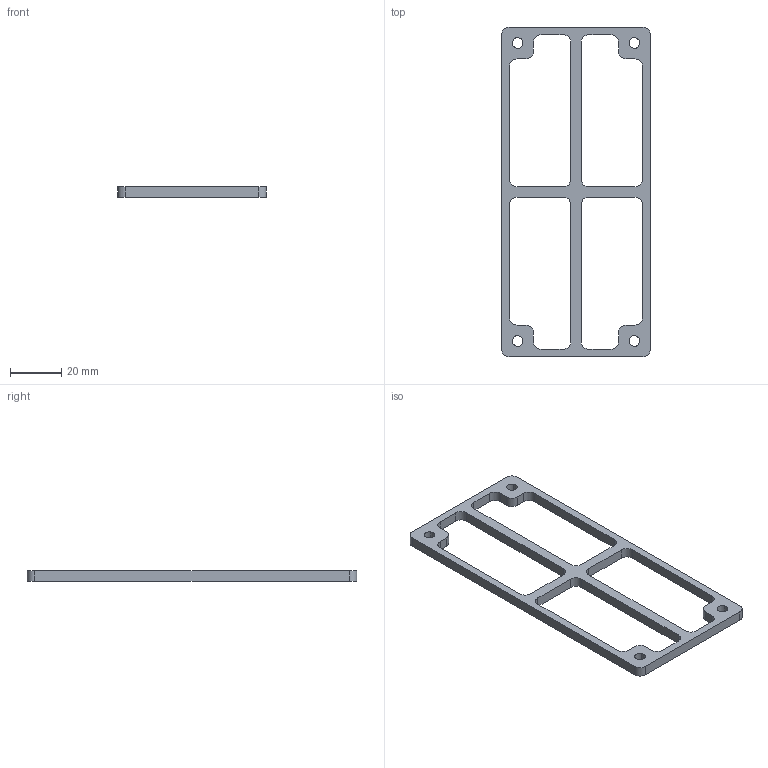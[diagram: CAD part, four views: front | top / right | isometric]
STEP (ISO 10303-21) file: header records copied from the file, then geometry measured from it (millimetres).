
FILE_DESCRIPTION(('CATIA V5 STEP Exchange'),'2;1');
FILE_NAME('insert de boite acier.stp','2017-03-18T17:05:25+00:00',('none'),('none'),'CATIA Version 5 Release 20 GA (IN-10)','CATIA V5 STEP AP203','none');
FILE_SCHEMA(('CONFIG_CONTROL_DESIGN'));
Length unit declared in the file: millimetre
Products named in the file (1): Pièce1
Bounding box: 57.9 x 128.4 x 4 mm (x, y, z)
Volume: 8343.7 mm3; surface area: 8386.6 mm2
Topology: 1 solids, 1 shells, 66 faces, 192 edges, 128 vertices
Faces by surface type: cylinder 36, plane 30
Entity records: 2130 total; most frequent: ORIENTED_EDGE 384, CARTESIAN_POINT 371, DIRECTION 292, EDGE_CURVE 192, VERTEX_POINT 128, AXIS2_PLACEMENT_3D 123, VECTOR 120, LINE 120
